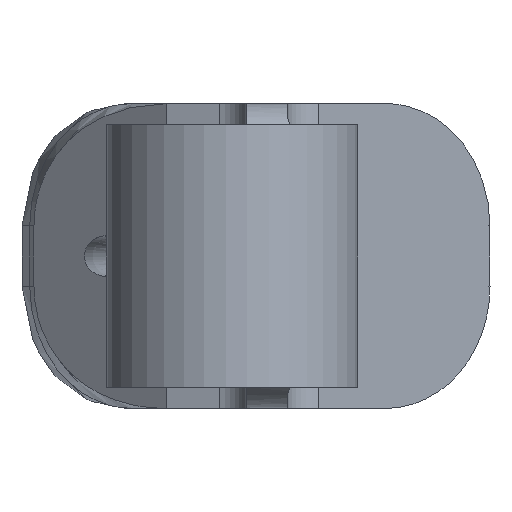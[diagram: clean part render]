
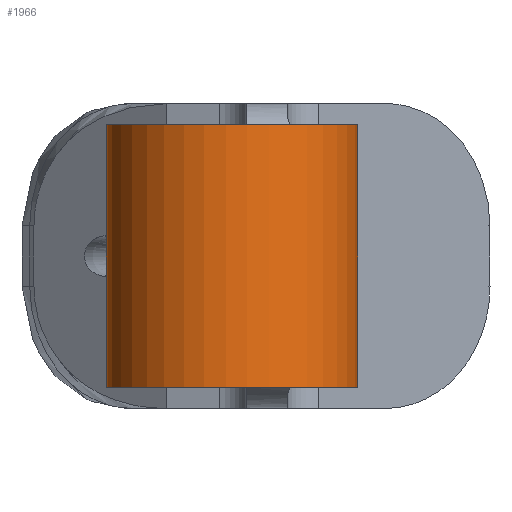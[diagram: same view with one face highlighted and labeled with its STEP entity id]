
A CAD part, front view. The second image highlights one B-rep face of the part: STEP entity #1966.
In plain terms, the highlighted cylindrical face has radius 6.2 mm (diameter 12.4 mm), a partial arc.
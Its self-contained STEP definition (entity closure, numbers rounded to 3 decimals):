
#263=FACE_OUTER_BOUND('',#382,.T.);
#382=EDGE_LOOP('',(#1307,#1308,#1309,#1310));
#506=LINE('',#2701,#618);
#508=LINE('',#2709,#620);
#618=VECTOR('',#2271,10.);
#620=VECTOR('',#2279,10.);
#732=CIRCLE('',#2111,6.2);
#733=CIRCLE('',#2112,6.2);
#789=VERTEX_POINT('',#2698);
#790=VERTEX_POINT('',#2700);
#792=VERTEX_POINT('',#2706);
#793=VERTEX_POINT('',#2708);
#987=EDGE_CURVE('',#789,#790,#506,.T.);
#990=EDGE_CURVE('',#789,#792,#732,.T.);
#991=EDGE_CURVE('',#793,#792,#508,.T.);
#992=EDGE_CURVE('',#790,#793,#733,.T.);
#1307=ORIENTED_EDGE('',*,*,#987,.F.);
#1308=ORIENTED_EDGE('',*,*,#990,.T.);
#1309=ORIENTED_EDGE('',*,*,#991,.F.);
#1310=ORIENTED_EDGE('',*,*,#992,.F.);
#1938=CYLINDRICAL_SURFACE('',#2110,6.2);
#1966=ADVANCED_FACE('',(#263),#1938,.T.);
#2110=AXIS2_PLACEMENT_3D('',#2705,#2275,#2276);
#2111=AXIS2_PLACEMENT_3D('',#2707,#2277,#2278);
#2112=AXIS2_PLACEMENT_3D('',#2710,#2280,#2281);
#2271=DIRECTION('',(0.,0.,1.));
#2275=DIRECTION('center_axis',(0.,0.,1.));
#2276=DIRECTION('ref_axis',(-0.224,-0.975,0.));
#2277=DIRECTION('center_axis',(0.,0.,1.));
#2278=DIRECTION('ref_axis',(1.,0.,0.));
#2279=DIRECTION('',(0.,0.,-1.));
#2280=DIRECTION('center_axis',(0.,0.,1.));
#2281=DIRECTION('ref_axis',(1.,0.,0.));
#2698=CARTESIAN_POINT('',(-20.605,7.975,-6.45));
#2700=CARTESIAN_POINT('',(-20.605,7.975,6.45));
#2701=CARTESIAN_POINT('',(-20.605,7.975,0.));
#2705=CARTESIAN_POINT('Origin',(-19.622,1.854,0.));
#2706=CARTESIAN_POINT('',(-16.068,6.934,-6.45));
#2707=CARTESIAN_POINT('Origin',(-19.622,1.854,-6.45));
#2708=CARTESIAN_POINT('',(-16.068,6.934,6.45));
#2709=CARTESIAN_POINT('',(-16.068,6.934,0.));
#2710=CARTESIAN_POINT('Origin',(-19.622,1.854,6.45));
